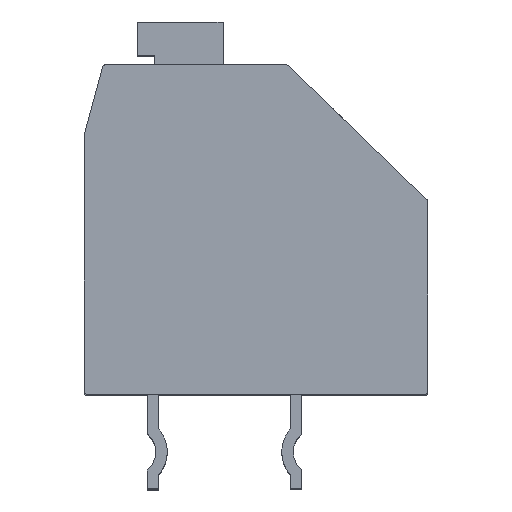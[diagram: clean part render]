
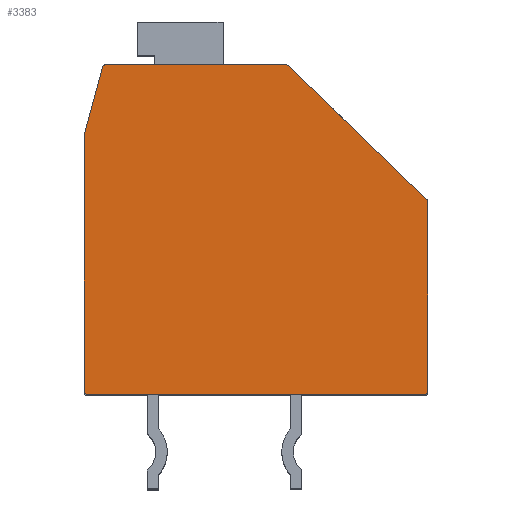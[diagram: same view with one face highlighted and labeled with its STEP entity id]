
A CAD part, top view. The second image highlights one B-rep face of the part: STEP entity #3383.
In plain terms, the highlighted planar face has unit normal (0, 0, 1).
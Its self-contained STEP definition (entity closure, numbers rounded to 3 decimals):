
#231=CARTESIAN_POINT('',(5.9,0.978,2.75));
#232=DIRECTION('',(0.,0.,1.));
#233=DIRECTION('',(1.,0.,0.));
#234=AXIS2_PLACEMENT_3D('',#231,#232,#233);
#236=DIRECTION('',(0.,1.,0.));
#237=VECTOR('',#236,6.628);
#238=CARTESIAN_POINT('',(6.,-5.65,2.75));
#239=LINE('',#238,#237);
#240=CARTESIAN_POINT('',(5.9,-5.65,2.75));
#241=DIRECTION('',(0.,0.,1.));
#242=DIRECTION('',(0.,-1.,0.));
#243=AXIS2_PLACEMENT_3D('',#240,#241,#242);
#245=DIRECTION('',(1.,0.,0.));
#246=VECTOR('',#245,11.8);
#247=CARTESIAN_POINT('',(-5.9,-5.75,2.75));
#248=LINE('',#247,#246);
#249=CARTESIAN_POINT('',(-5.9,-5.65,2.75));
#250=DIRECTION('',(0.,0.,1.));
#251=DIRECTION('',(-1.,0.,0.));
#252=AXIS2_PLACEMENT_3D('',#249,#250,#251);
#254=DIRECTION('',(0.,-1.,0.));
#255=VECTOR('',#254,8.937);
#256=CARTESIAN_POINT('',(-6.,3.287,2.75));
#257=LINE('',#256,#255);
#258=CARTESIAN_POINT('',(-5.9,3.287,2.75));
#259=DIRECTION('',(0.,0.,-1.));
#260=DIRECTION('',(-1.,0.,0.));
#261=AXIS2_PLACEMENT_3D('',#258,#259,#260);
#263=DIRECTION('',(-0.26,-0.966,0.));
#264=VECTOR('',#263,2.447);
#265=CARTESIAN_POINT('',(-5.36,5.676,2.75));
#266=LINE('',#265,#264);
#267=CARTESIAN_POINT('',(-5.263,5.65,2.75));
#268=DIRECTION('',(0.,0.,1.));
#269=DIRECTION('',(0.,1.,0.));
#270=AXIS2_PLACEMENT_3D('',#267,#268,#269);
#272=DIRECTION('',(-1.,0.,0.));
#273=VECTOR('',#272,6.323);
#274=CARTESIAN_POINT('',(1.06,5.75,2.75));
#275=LINE('',#274,#273);
#276=CARTESIAN_POINT('',(1.06,5.65,2.75));
#277=DIRECTION('',(0.,0.,1.));
#278=DIRECTION('',(0.695,0.719,0.));
#279=AXIS2_PLACEMENT_3D('',#276,#277,#278);
#281=DIRECTION('',(-0.719,0.695,0.));
#282=VECTOR('',#281,6.728);
#283=CARTESIAN_POINT('',(5.969,1.049,2.75));
#284=LINE('',#283,#282);
#2444=CARTESIAN_POINT('',(6.,0.978,2.75));
#2445=VERTEX_POINT('',#2444);
#2446=CARTESIAN_POINT('',(5.969,1.049,2.75));
#2447=VERTEX_POINT('',#2446);
#2452=CARTESIAN_POINT('',(5.9,-5.75,2.75));
#2453=VERTEX_POINT('',#2452);
#2454=CARTESIAN_POINT('',(6.,-5.65,2.75));
#2455=VERTEX_POINT('',#2454);
#2460=CARTESIAN_POINT('',(1.129,5.722,2.75));
#2461=CARTESIAN_POINT('',(1.06,5.75,2.75));
#2462=VERTEX_POINT('',#2460);
#2463=VERTEX_POINT('',#2461);
#2464=CARTESIAN_POINT('',(-5.263,5.75,2.75));
#2465=CARTESIAN_POINT('',(-5.36,5.676,2.75));
#2466=VERTEX_POINT('',#2464);
#2467=VERTEX_POINT('',#2465);
#2472=CARTESIAN_POINT('',(-6.,3.287,2.75));
#2474=VERTEX_POINT('',#2472);
#2478=CARTESIAN_POINT('',(-5.997,3.313,2.75));
#2479=VERTEX_POINT('',#2478);
#2484=CARTESIAN_POINT('',(-6.,-5.65,2.75));
#2485=VERTEX_POINT('',#2484);
#2486=CARTESIAN_POINT('',(-5.9,-5.75,2.75));
#2487=VERTEX_POINT('',#2486);
#3361=CARTESIAN_POINT('',(0.,0.,2.75));
#3362=DIRECTION('',(0.,0.,1.));
#3363=DIRECTION('',(1.,0.,0.));
#3364=AXIS2_PLACEMENT_3D('',#3361,#3362,#3363);
#3365=PLANE('',#3364);
#3366=ORIENTED_EDGE('',*,*,#3152,.F.);
#3367=ORIENTED_EDGE('',*,*,#3168,.F.);
#3368=ORIENTED_EDGE('',*,*,#3181,.F.);
#3369=ORIENTED_EDGE('',*,*,#3196,.F.);
#3370=ORIENTED_EDGE('',*,*,#3299,.F.);
#3371=ORIENTED_EDGE('',*,*,#3312,.F.);
#3372=ORIENTED_EDGE('',*,*,#3328,.T.);
#3373=ORIENTED_EDGE('',*,*,#3340,.F.);
#3374=ORIENTED_EDGE('',*,*,#3352,.F.);
#3376=ORIENTED_EDGE('',*,*,#3375,.F.);
#3378=ORIENTED_EDGE('',*,*,#3377,.F.);
#3380=ORIENTED_EDGE('',*,*,#3379,.F.);
#3381=EDGE_LOOP('',(#3366,#3367,#3368,#3369,#3370,#3371,#3372,#3373,#3374,#3376,
#3378,#3380));
#3382=FACE_OUTER_BOUND('',#3381,.F.);
#3383=ADVANCED_FACE('',(#3382),#3365,.T.);
#235=CIRCLE('',#234,0.1);
#244=CIRCLE('',#243,0.1);
#253=CIRCLE('',#252,0.1);
#262=CIRCLE('',#261,0.1);
#271=CIRCLE('',#270,0.1);
#280=CIRCLE('',#279,0.1);
#3152=EDGE_CURVE('',#2445,#2447,#235,.T.);
#3168=EDGE_CURVE('',#2455,#2445,#239,.T.);
#3181=EDGE_CURVE('',#2453,#2455,#244,.T.);
#3196=EDGE_CURVE('',#2487,#2453,#248,.T.);
#3299=EDGE_CURVE('',#2485,#2487,#253,.T.);
#3312=EDGE_CURVE('',#2474,#2485,#257,.T.);
#3328=EDGE_CURVE('',#2474,#2479,#262,.T.);
#3340=EDGE_CURVE('',#2467,#2479,#266,.T.);
#3352=EDGE_CURVE('',#2466,#2467,#271,.T.);
#3375=EDGE_CURVE('',#2463,#2466,#275,.T.);
#3377=EDGE_CURVE('',#2462,#2463,#280,.T.);
#3379=EDGE_CURVE('',#2447,#2462,#284,.T.);
